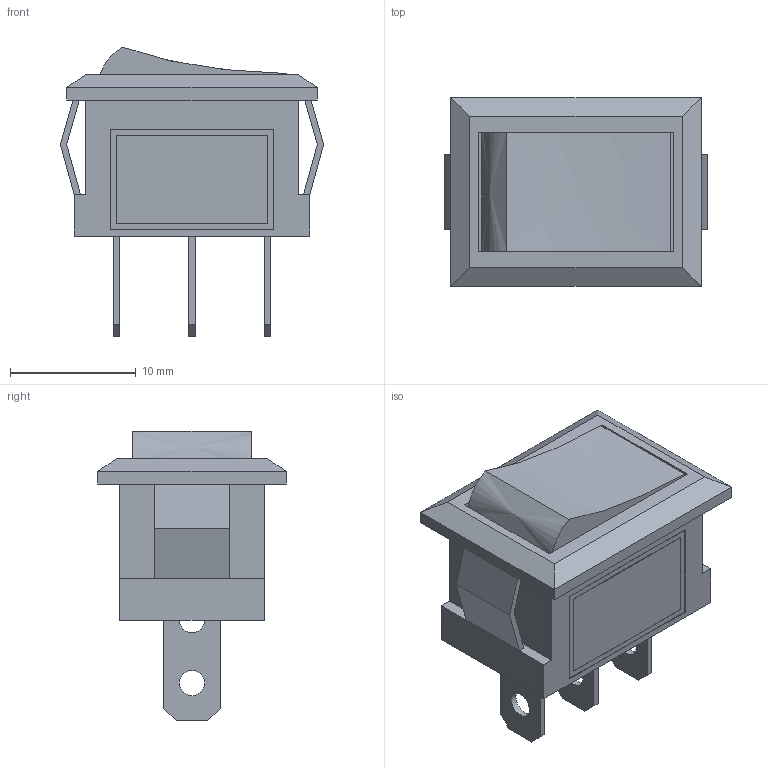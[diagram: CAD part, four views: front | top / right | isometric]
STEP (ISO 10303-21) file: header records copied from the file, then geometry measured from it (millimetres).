
FILE_DESCRIPTION(('FreeCAD Model'),'2;1');
FILE_NAME('Open CASCADE Shape Model','2022-10-01T20:32:13',(''),(''), 'Open CASCADE STEP processor 7.5','FreeCAD','Unknown');
FILE_SCHEMA(('AUTOMOTIVE_DESIGN { 1 0 10303 214 1 1 1 1 }'));
Length unit declared in the file: millimetre
Products named in the file (4): interruptor_1; Body001; Body004; Body
Assembly tree (5 placements, depth 2):
  interruptor_1
    Body001  x3
    Body004
    Body
Bounding box: 20.9 x 15 x 23 mm (x, y, z)
Volume: 1563.2 mm3; surface area: 2637.8 mm2
Topology: 5 solids, 5 shells, 95 faces, 235 edges, 154 vertices
Faces by surface type: plane 87, cylinder 6, extrusion 2
Full cylindrical faces by diameter (mm): 2 x3
Entity records: 2241 total; most frequent: CARTESIAN_POINT 390, ORIENTED_EDGE 362, DIRECTION 337, EDGE_CURVE 181, VECTOR 175, LINE 173, VERTEX_POINT 118, FACE_BOUND 83
